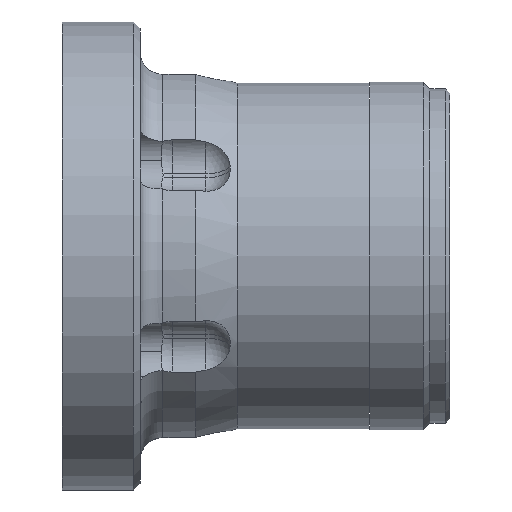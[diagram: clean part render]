
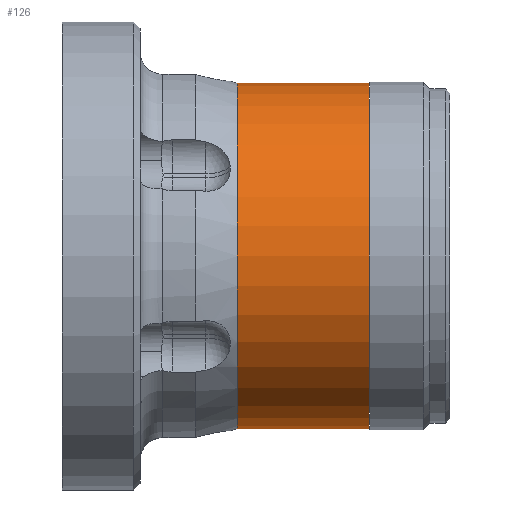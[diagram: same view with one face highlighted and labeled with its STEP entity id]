
A CAD part, front view. The second image highlights one B-rep face of the part: STEP entity #126.
In plain terms, the highlighted cylindrical face has radius 77.5 mm (diameter 155 mm), a partial arc.
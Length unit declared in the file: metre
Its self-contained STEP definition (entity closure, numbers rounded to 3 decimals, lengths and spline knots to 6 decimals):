
#74 = EDGE_LOOP ( 'NONE', ( #92, #133, #128, #123 ) ) ;
#92 = ORIENTED_EDGE ( 'NONE', *, *, #6494, .F. ) ;
#93 = EDGE_CURVE ( 'NONE', #6637, #6499, #3586, .T. ) ;
#123 = ORIENTED_EDGE ( 'NONE', *, *, #147, .F. ) ;
#126 = ADVANCED_FACE ( 'NONE', ( #3666 ), #3687, .T. ) ;
#128 = ORIENTED_EDGE ( 'NONE', *, *, #6529, .T. ) ;
#133 = ORIENTED_EDGE ( 'NONE', *, *, #93, .T. ) ;
#147 = EDGE_CURVE ( 'NONE', #2157, #2125, #3698, .T. ) ;
#951 = CARTESIAN_POINT ( 'NONE',  ( 0., 0., -0.0775 ) ) ;
#952 = LINE ( 'NONE', #951, #1011 ) ;
#1010 = DIRECTION ( 'NONE',  ( -1., 0., 0. ) ) ;
#1011 = VECTOR ( 'NONE', #1010, 1. ) ;
#1014 = CARTESIAN_POINT ( 'NONE',  ( 0.1378, 0., 0.0775 ) ) ;
#1016 = CARTESIAN_POINT ( 'NONE',  ( 0., 0., 0.0775 ) ) ;
#1017 = LINE ( 'NONE', #1016, #1064 ) ;
#1063 = DIRECTION ( 'NONE',  ( -1., 0., 0. ) ) ;
#1064 = VECTOR ( 'NONE', #1063, 1. ) ;
#1353 = CARTESIAN_POINT ( 'NONE',  ( 0.1378, 0., -0.0775 ) ) ;
#2125 = VERTEX_POINT ( 'NONE', #4325 ) ;
#2157 = VERTEX_POINT ( 'NONE', #4440 ) ;
#3570 = DIRECTION ( 'NONE',  ( 0., 0., 1. ) ) ;
#3571 = DIRECTION ( 'NONE',  ( -1., 0., 0. ) ) ;
#3576 = CARTESIAN_POINT ( 'NONE',  ( 0.1378, 0., 0. ) ) ;
#3577 = AXIS2_PLACEMENT_3D ( 'NONE', #3576, #3571, #3570 ) ;
#3586 = CIRCLE ( 'NONE', #3577, 0.0775 ) ;
#3666 = FACE_OUTER_BOUND ( 'NONE', #74, .T. ) ;
#3679 = DIRECTION ( 'NONE',  ( 0., 0., 1. ) ) ;
#3681 = CARTESIAN_POINT ( 'NONE',  ( 0., 0., 0. ) ) ;
#3684 = AXIS2_PLACEMENT_3D ( 'NONE', #3681, #3685, #3679 ) ;
#3685 = DIRECTION ( 'NONE',  ( -1., 0., 0. ) ) ;
#3687 = CYLINDRICAL_SURFACE ( 'NONE', #3684, 0.0775 ) ;
#3695 = DIRECTION ( 'NONE',  ( 0., 0., 1. ) ) ;
#3696 = DIRECTION ( 'NONE',  ( -1., 0., 0. ) ) ;
#3697 = AXIS2_PLACEMENT_3D ( 'NONE', #3707, #3696, #3695 ) ;
#3698 = CIRCLE ( 'NONE', #3697, 0.0775 ) ;
#3707 = CARTESIAN_POINT ( 'NONE',  ( 0.07866, 0., 0. ) ) ;
#4325 = CARTESIAN_POINT ( 'NONE',  ( 0.07866, 0., 0.0775 ) ) ;
#4440 = CARTESIAN_POINT ( 'NONE',  ( 0.07866, 0., -0.0775 ) ) ;
#6494 = EDGE_CURVE ( 'NONE', #6637, #2157, #952, .T. ) ;
#6499 = VERTEX_POINT ( 'NONE', #1014 ) ;
#6529 = EDGE_CURVE ( 'NONE', #6499, #2125, #1017, .T. ) ;
#6637 = VERTEX_POINT ( 'NONE', #1353 ) ;
